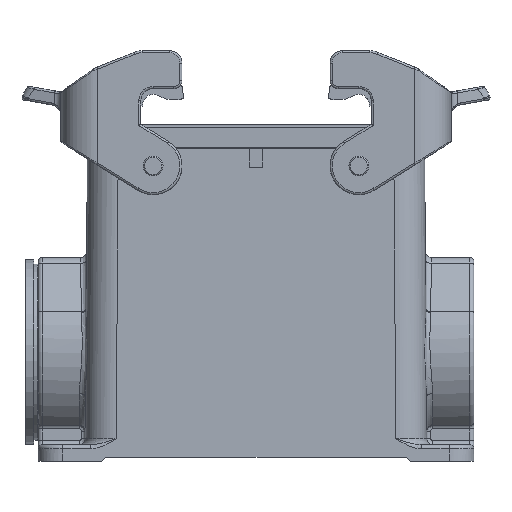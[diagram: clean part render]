
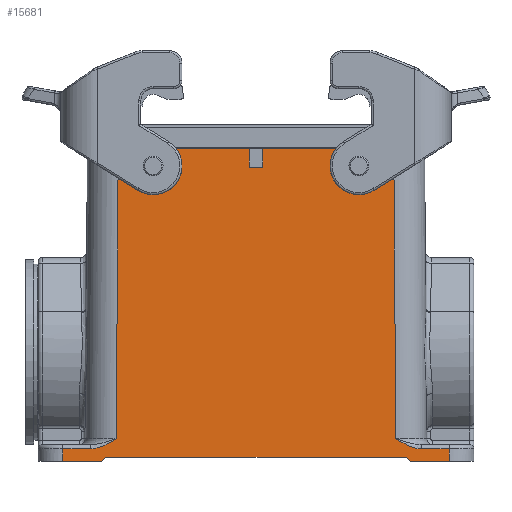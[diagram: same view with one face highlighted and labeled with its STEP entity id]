
A CAD part, front view. The second image highlights one B-rep face of the part: STEP entity #15681.
In plain terms, the highlighted planar face has unit normal (0, -1, 0.007).
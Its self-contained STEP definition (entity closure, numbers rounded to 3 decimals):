
#15483=CARTESIAN_POINT('',(-60.1,-28.501,-69.1));
#15484=DIRECTION('',(0.,1.,-0.007));
#15485=DIRECTION('',(0.0,0.007,1.));
#15486=AXIS2_PLACEMENT_3D('',#15483,#15484,#15485);
#15487=PLANE('',#15486);
#15488=CARTESIAN_POINT('',(-1.6,-28.,7.));
#15489=VERTEX_POINT('',#15488);
#15490=CARTESIAN_POINT('',(-1.6,-28.029,2.5));
#15491=VERTEX_POINT('',#15490);
#15492=CARTESIAN_POINT('',(-1.6,-28.,7.));
#15493=DIRECTION('',(0.0,-0.007,-1.));
#15494=VECTOR('',#15493,4.5);
#15495=LINE('',#15492,#15494);
#15496=EDGE_CURVE('',#15489,#15491,#15495,.T.);
#15497=ORIENTED_EDGE('',*,*,#15496,.F.);
#15498=CARTESIAN_POINT('',(-33.5,-28.,7.));
#15499=VERTEX_POINT('',#15498);
#15500=CARTESIAN_POINT('',(-33.5,-28.,7.));
#15501=DIRECTION('',(1.0,0.0,0.0));
#15502=VECTOR('',#15501,31.9);
#15503=LINE('',#15500,#15502);
#15504=EDGE_CURVE('',#15499,#15489,#15503,.T.);
#15505=ORIENTED_EDGE('',*,*,#15504,.F.);
#15506=CARTESIAN_POINT('',(-33.99,-28.464,-63.51));
#15507=VERTEX_POINT('',#15506);
#15508=CARTESIAN_POINT('',(-33.99,-28.464,-63.51));
#15509=DIRECTION('',(0.007,0.007,1.));
#15510=VECTOR('',#15509,70.513);
#15511=LINE('',#15508,#15510);
#15512=EDGE_CURVE('',#15507,#15499,#15511,.T.);
#15513=ORIENTED_EDGE('',*,*,#15512,.F.);
#15514=CARTESIAN_POINT('',(-34.235,-28.465,-63.662));
#15515=VERTEX_POINT('',#15514);
#15516=CARTESIAN_POINT('',(-34.235,-28.465,-63.662));
#15517=CARTESIAN_POINT('',(-34.061,-28.465,-63.563));
#15518=CARTESIAN_POINT('',(-33.99,-28.464,-63.51));
#15519=QUASI_UNIFORM_CURVE('',2,(#15516,#15517,#15518),.UNSPECIFIED.,.F.,.U.);
#15520=EDGE_CURVE('',#15515,#15507,#15519,.T.);
#15521=ORIENTED_EDGE('',*,*,#15520,.F.);
#15522=CARTESIAN_POINT('',(-40.198,-28.481,-65.993));
#15523=VERTEX_POINT('',#15522);
#15524=CARTESIAN_POINT('',(-40.198,-28.481,-65.993));
#15525=CARTESIAN_POINT('',(-39.632,-28.481,-65.993));
#15526=CARTESIAN_POINT('',(-38.525,-28.48,-65.815));
#15527=CARTESIAN_POINT('',(-36.988,-28.476,-65.231));
#15528=CARTESIAN_POINT('',(-35.576,-28.471,-64.484));
#15529=CARTESIAN_POINT('',(-34.679,-28.467,-63.937));
#15530=CARTESIAN_POINT('',(-34.235,-28.465,-63.662));
#15531=B_SPLINE_CURVE_WITH_KNOTS('',3,(#15524,#15525,#15526,#15527,#15528,#15529,#15530),.UNSPECIFIED.,.F.,.U.,(4,1,1,1,4),(0.0,0.262,0.514,0.759,1.0),.UNSPECIFIED.);
#15532=EDGE_CURVE('',#15523,#15515,#15531,.T.);
#15533=ORIENTED_EDGE('',*,*,#15532,.F.);
#15534=CARTESIAN_POINT('',(-47.0,-28.481,-65.993));
#15535=VERTEX_POINT('',#15534);
#15536=CARTESIAN_POINT('',(-47.0,-28.481,-65.993));
#15537=DIRECTION('',(1.0,0.0,0.0));
#15538=VECTOR('',#15537,6.802);
#15539=LINE('',#15536,#15538);
#15540=EDGE_CURVE('',#15535,#15523,#15539,.T.);
#15541=ORIENTED_EDGE('',*,*,#15540,.F.);
#15542=CARTESIAN_POINT('',(-47.0,-28.501,-69.));
#15543=VERTEX_POINT('',#15542);
#15544=CARTESIAN_POINT('',(-47.0,-28.501,-69.));
#15545=DIRECTION('',(0.0,0.007,1.));
#15546=VECTOR('',#15545,3.007);
#15547=LINE('',#15544,#15546);
#15548=EDGE_CURVE('',#15543,#15535,#15547,.T.);
#15549=ORIENTED_EDGE('',*,*,#15548,.F.);
#15550=CARTESIAN_POINT('',(-37.5,-28.501,-69.));
#15551=VERTEX_POINT('',#15550);
#15552=CARTESIAN_POINT('',(-37.5,-28.501,-69.));
#15553=DIRECTION('',(-1.0,0.0,0.0));
#15554=VECTOR('',#15553,9.5);
#15555=LINE('',#15552,#15554);
#15556=EDGE_CURVE('',#15551,#15543,#15555,.T.);
#15557=ORIENTED_EDGE('',*,*,#15556,.F.);
#15558=CARTESIAN_POINT('',(-36.5,-28.494,-68.0));
#15559=VERTEX_POINT('',#15558);
#15560=CARTESIAN_POINT('',(-36.5,-28.494,-68.));
#15561=DIRECTION('',(-0.707,-0.005,-0.707));
#15562=VECTOR('',#15561,1.414);
#15563=LINE('',#15560,#15562);
#15564=EDGE_CURVE('',#15559,#15551,#15563,.T.);
#15565=ORIENTED_EDGE('',*,*,#15564,.F.);
#15566=CARTESIAN_POINT('',(36.5,-28.494,-68.0));
#15567=VERTEX_POINT('',#15566);
#15568=CARTESIAN_POINT('',(36.5,-28.494,-68.0));
#15569=DIRECTION('',(-1.0,0.0,0.0));
#15570=VECTOR('',#15569,73.0);
#15571=LINE('',#15568,#15570);
#15572=EDGE_CURVE('',#15567,#15559,#15571,.T.);
#15573=ORIENTED_EDGE('',*,*,#15572,.F.);
#15574=CARTESIAN_POINT('',(37.5,-28.501,-69.));
#15575=VERTEX_POINT('',#15574);
#15576=CARTESIAN_POINT('',(37.5,-28.501,-69.));
#15577=DIRECTION('',(-0.707,0.005,0.707));
#15578=VECTOR('',#15577,1.414);
#15579=LINE('',#15576,#15578);
#15580=EDGE_CURVE('',#15575,#15567,#15579,.T.);
#15581=ORIENTED_EDGE('',*,*,#15580,.F.);
#15582=CARTESIAN_POINT('',(47.,-28.501,-69.));
#15583=VERTEX_POINT('',#15582);
#15584=CARTESIAN_POINT('',(47.,-28.501,-69.));
#15585=DIRECTION('',(-1.0,0.0,0.0));
#15586=VECTOR('',#15585,9.5);
#15587=LINE('',#15584,#15586);
#15588=EDGE_CURVE('',#15583,#15575,#15587,.T.);
#15589=ORIENTED_EDGE('',*,*,#15588,.F.);
#15590=CARTESIAN_POINT('',(47.0,-28.481,-65.993));
#15591=VERTEX_POINT('',#15590);
#15592=CARTESIAN_POINT('',(47.0,-28.481,-65.993));
#15593=DIRECTION('',(0.,-0.007,-1.));
#15594=VECTOR('',#15593,3.007);
#15595=LINE('',#15592,#15594);
#15596=EDGE_CURVE('',#15591,#15583,#15595,.T.);
#15597=ORIENTED_EDGE('',*,*,#15596,.F.);
#15598=CARTESIAN_POINT('',(40.198,-28.481,-65.993));
#15599=VERTEX_POINT('',#15598);
#15600=CARTESIAN_POINT('',(40.198,-28.481,-65.993));
#15601=DIRECTION('',(1.0,0.0,0.0));
#15602=VECTOR('',#15601,6.802);
#15603=LINE('',#15600,#15602);
#15604=EDGE_CURVE('',#15599,#15591,#15603,.T.);
#15605=ORIENTED_EDGE('',*,*,#15604,.F.);
#15606=CARTESIAN_POINT('',(34.235,-28.465,-63.662));
#15607=VERTEX_POINT('',#15606);
#15608=CARTESIAN_POINT('',(34.235,-28.465,-63.662));
#15609=CARTESIAN_POINT('',(34.679,-28.467,-63.937));
#15610=CARTESIAN_POINT('',(35.576,-28.471,-64.484));
#15611=CARTESIAN_POINT('',(36.988,-28.476,-65.231));
#15612=CARTESIAN_POINT('',(38.525,-28.48,-65.815));
#15613=CARTESIAN_POINT('',(39.632,-28.481,-65.993));
#15614=CARTESIAN_POINT('',(40.198,-28.481,-65.993));
#15615=B_SPLINE_CURVE_WITH_KNOTS('',3,(#15608,#15609,#15610,#15611,#15612,#15613,#15614),.UNSPECIFIED.,.F.,.U.,(4,1,1,1,4),(0.0,0.241,0.486,0.738,1.0),.UNSPECIFIED.);
#15616=EDGE_CURVE('',#15607,#15599,#15615,.T.);
#15617=ORIENTED_EDGE('',*,*,#15616,.F.);
#15618=CARTESIAN_POINT('',(33.99,-28.464,-63.51));
#15619=VERTEX_POINT('',#15618);
#15620=CARTESIAN_POINT('',(33.99,-28.464,-63.51));
#15621=CARTESIAN_POINT('',(34.026,-28.465,-63.541));
#15622=CARTESIAN_POINT('',(34.108,-28.465,-63.592));
#15623=CARTESIAN_POINT('',(34.235,-28.465,-63.662));
#15624=QUASI_UNIFORM_CURVE('',3,(#15620,#15621,#15622,#15623),.UNSPECIFIED.,.F.,.U.);
#15625=EDGE_CURVE('',#15619,#15607,#15624,.T.);
#15626=ORIENTED_EDGE('',*,*,#15625,.F.);
#15627=CARTESIAN_POINT('',(33.5,-28.,7.));
#15628=VERTEX_POINT('',#15627);
#15629=CARTESIAN_POINT('',(33.5,-28.,7.));
#15630=DIRECTION('',(0.007,-0.007,-1.));
#15631=VECTOR('',#15630,70.513);
#15632=LINE('',#15629,#15631);
#15633=EDGE_CURVE('',#15628,#15619,#15632,.T.);
#15634=ORIENTED_EDGE('',*,*,#15633,.F.);
#15635=CARTESIAN_POINT('',(1.6,-28.,7.));
#15636=VERTEX_POINT('',#15635);
#15637=CARTESIAN_POINT('',(1.6,-28.,7.));
#15638=DIRECTION('',(1.0,0.0,0.0));
#15639=VECTOR('',#15638,31.9);
#15640=LINE('',#15637,#15639);
#15641=EDGE_CURVE('',#15636,#15628,#15640,.T.);
#15642=ORIENTED_EDGE('',*,*,#15641,.F.);
#15643=CARTESIAN_POINT('',(1.6,-28.029,2.5));
#15644=VERTEX_POINT('',#15643);
#15645=CARTESIAN_POINT('',(1.6,-28.029,2.5));
#15646=DIRECTION('',(0.0,0.007,1.));
#15647=VECTOR('',#15646,4.5);
#15648=LINE('',#15645,#15647);
#15649=EDGE_CURVE('',#15644,#15636,#15648,.T.);
#15650=ORIENTED_EDGE('',*,*,#15649,.F.);
#15651=CARTESIAN_POINT('',(-1.6,-28.029,2.5));
#15652=DIRECTION('',(1.0,0.0,0.0));
#15653=VECTOR('',#15652,3.2);
#15654=LINE('',#15651,#15653);
#15655=EDGE_CURVE('',#15491,#15644,#15654,.T.);
#15656=ORIENTED_EDGE('',*,*,#15655,.F.);
#15657=EDGE_LOOP('',(#15497,#15505,#15513,#15521,#15533,#15541,#15549,#15557,#15565,#15573,#15581,#15589,#15597,#15605,#15617,#15626,#15634,#15642,#15650,#15656));
#15658=FACE_OUTER_BOUND('',#15657,.T.);
#15659=CARTESIAN_POINT('',(25.,-28.049,-0.45));
#15660=VERTEX_POINT('',#15659);
#15661=CARTESIAN_POINT('',(25.,-28.028,2.8));
#15662=DIRECTION('',(0.,1.,-0.007));
#15663=DIRECTION('',(0.,-0.007,-1.));
#15664=AXIS2_PLACEMENT_3D('',#15661,#15662,#15663);
#15665=ELLIPSE('',#15664,3.25,3.25);
#15666=EDGE_CURVE('',#15660,#15660,#15665,.T.);
#15667=ORIENTED_EDGE('',*,*,#15666,.T.);
#15668=EDGE_LOOP('',(#15667));
#15669=FACE_BOUND('',#15668,.T.);
#15670=CARTESIAN_POINT('',(-25.,-28.049,-0.45));
#15671=VERTEX_POINT('',#15670);
#15672=CARTESIAN_POINT('',(-25.,-28.028,2.8));
#15673=DIRECTION('',(0.,1.,-0.007));
#15674=DIRECTION('',(0.,-0.007,-1.));
#15675=AXIS2_PLACEMENT_3D('',#15672,#15673,#15674);
#15676=ELLIPSE('',#15675,3.25,3.25);
#15677=EDGE_CURVE('',#15671,#15671,#15676,.T.);
#15678=ORIENTED_EDGE('',*,*,#15677,.T.);
#15679=EDGE_LOOP('',(#15678));
#15680=FACE_BOUND('',#15679,.T.);
#15681=ADVANCED_FACE('',(#15658,#15669,#15680),#15487,.F.);
